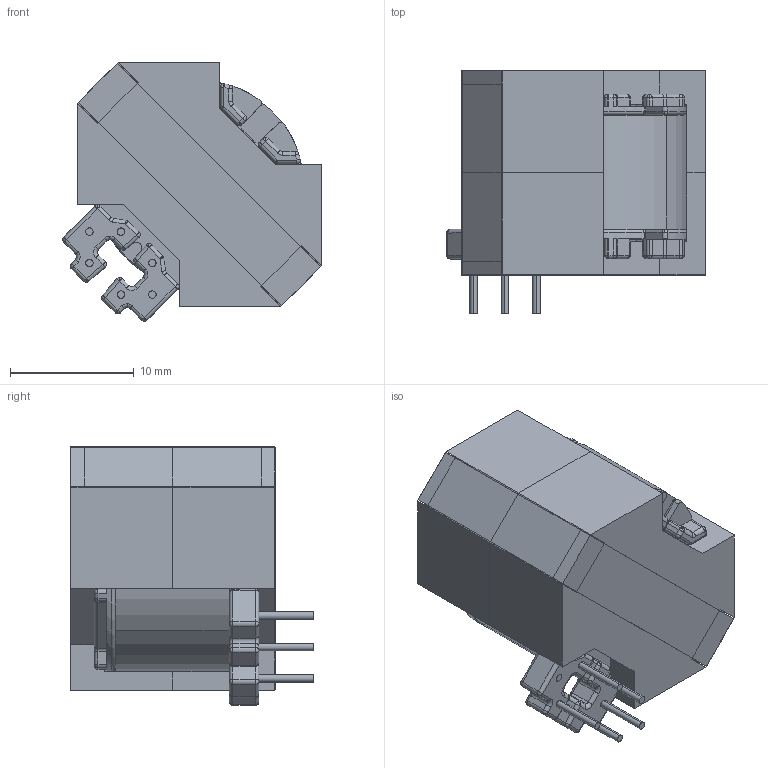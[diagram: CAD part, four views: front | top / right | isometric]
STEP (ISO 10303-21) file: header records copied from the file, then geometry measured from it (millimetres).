
FILE_DESCRIPTION (( 'STEP AP214' ), '1' );
FILE_NAME ('RM8_6862_MP2.STEP', '2021-08-25T14:45:40', ( '' ), ( '' ), 'SwSTEP 2.0', 'SolidWorks 2017', '' );
FILE_SCHEMA (( 'AUTOMOTIVE_DESIGN' ));
Length unit declared in the file: inch
Products named in the file (5): 070-6862_coil; 070-6862_6A; 440-9989_2623; RM8_6862_MP2; 150-2623_6B
Assembly tree (5 placements, depth 2):
  RM8_6862_MP2
    070-6862_6A
    070-6862_coil
    150-2623_6B  x2
    440-9989_2623
Bounding box: 20.9 x 19.61 x 20.9 mm (x, y, z)
Volume: 4716.4 mm3; surface area: 5898.2 mm2
Topology: 5 solids, 5 shells, 496 faces, 1206 edges, 732 vertices
Faces by surface type: cylinder 210, plane 150, torus 131, sphere 3, bspline 2
Entity records: 14076 total; most frequent: DIRECTION 2655, CARTESIAN_POINT 2307, ORIENTED_EDGE 2216, EDGE_CURVE 1108, AXIS2_PLACEMENT_3D 1089, VERTEX_POINT 669, CIRCLE 623, EDGE_LOOP 479
